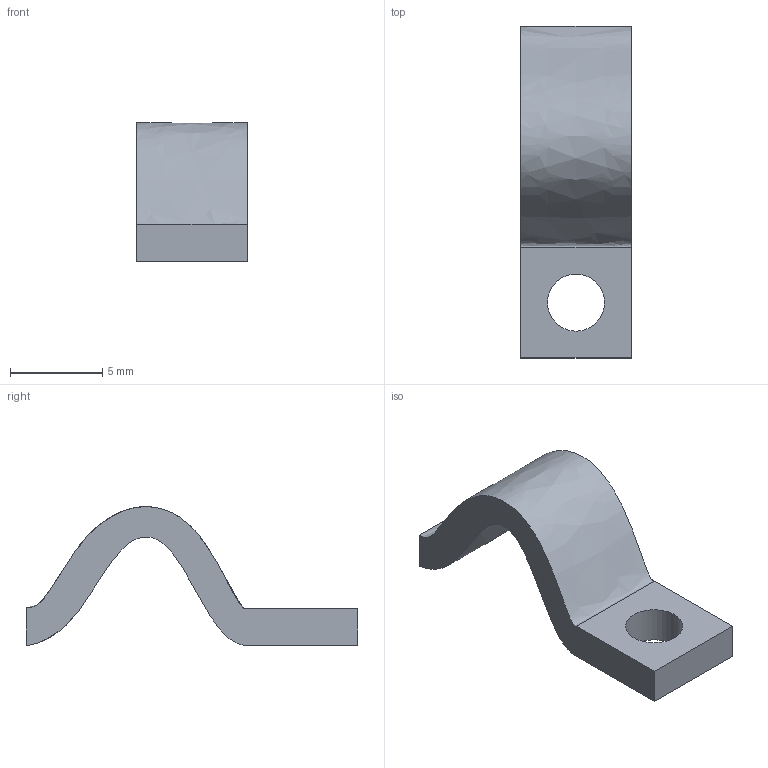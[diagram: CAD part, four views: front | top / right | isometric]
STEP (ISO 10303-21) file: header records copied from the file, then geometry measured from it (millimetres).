
FILE_DESCRIPTION(/* description */ (''),/* implementation_level */ '2;1');
FILE_NAME(/* name */ '20_Cube_Insert_Z-Focus_Sampleclamp.ipt.step',/* time_stamp */ '2022-11-29T08:10:37+01:00',/* author */ ('diederichbenedict'),/* organization */ (''),/* preprocessor_version */ 'ST-DEVELOPER v18.1',/* originating_system */ 'Autodesk Inventor 2022',/* authorisation */ '');
FILE_SCHEMA (('AUTOMOTIVE_DESIGN { 1 0 10303 214 3 1 1 }'));
Length unit declared in the file: millimetre
Products named in the file (1): 20_Cube_Insert_Z-Focus_Sampleclamp
Bounding box: 6 x 18 x 7.52 mm (x, y, z)
Volume: 244.7 mm3; surface area: 395.2 mm2
Topology: 1 solids, 1 shells, 9 faces, 21 edges, 14 vertices
Faces by surface type: plane 6, bspline 2, cylinder 1
Full cylindrical faces by diameter (mm): 3.1 x1
Entity records: 338 total; most frequent: CARTESIAN_POINT 95, ORIENTED_EDGE 42, DIRECTION 35, EDGE_CURVE 21, LINE 15, VECTOR 15, VERTEX_POINT 14, EDGE_LOOP 11
